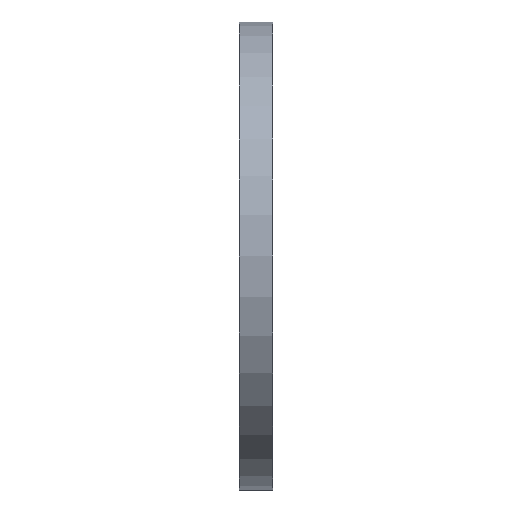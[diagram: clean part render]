
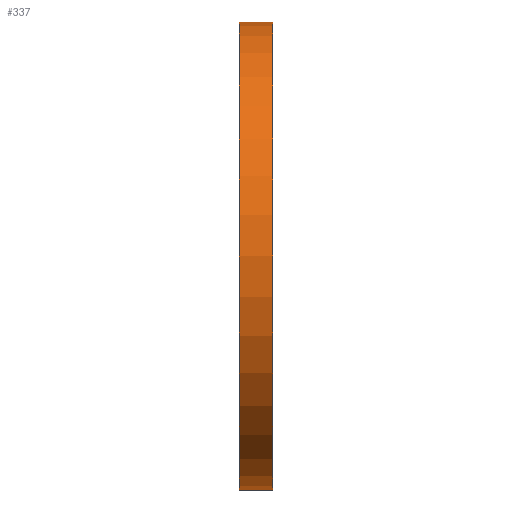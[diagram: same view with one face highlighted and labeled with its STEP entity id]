
A CAD part, front view. The second image highlights one B-rep face of the part: STEP entity #337.
In plain terms, the highlighted cylindrical face has radius 239 mm (diameter 478 mm), a partial arc.
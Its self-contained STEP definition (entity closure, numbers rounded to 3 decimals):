
#199 = EDGE_CURVE( '', #519, #403, #558, .T. );
#315 = VERTEX_POINT( '', #695 );
#337 = ADVANCED_FACE( '', ( #720 ), #721, .T. );
#359 = VERTEX_POINT( '', #744 );
#375 = EDGE_CURVE( '', #315, #359, #761, .T. );
#403 = VERTEX_POINT( '', #806 );
#409 = EDGE_CURVE( '', #403, #315, #812, .T. );
#425 = EDGE_CURVE( '', #359, #519, #829, .T. );
#519 = VERTEX_POINT( '', #932 );
#558 = CIRCLE( '', #964, 239. );
#695 = CARTESIAN_POINT( '', ( 34., 0., -239. ) );
#720 = FACE_OUTER_BOUND( '', #1168, .T. );
#721 = CYLINDRICAL_SURFACE( '', #1169, 239. );
#744 = CARTESIAN_POINT( '', ( 34., 0., 239. ) );
#761 = CIRCLE( '', #1219, 239. );
#806 = CARTESIAN_POINT( '', ( 0., 0., -239. ) );
#812 = LINE( '', #1284, #1285 );
#829 = LINE( '', #1304, #1305 );
#932 = CARTESIAN_POINT( '', ( 0., 0., 239. ) );
#964 = AXIS2_PLACEMENT_3D( '', #1477, #1478, #1479 );
#1168 = EDGE_LOOP( '', ( #1673, #1674, #1675, #1676 ) );
#1169 = AXIS2_PLACEMENT_3D( '', #1677, #1678, #1679 );
#1219 = AXIS2_PLACEMENT_3D( '', #1713, #1714, #1715 );
#1284 = CARTESIAN_POINT( '', ( 0., 0., -239. ) );
#1285 = VECTOR( '', #1791, 1. );
#1304 = CARTESIAN_POINT( '', ( 0., 0., 239. ) );
#1305 = VECTOR( '', #1803, 1. );
#1477 = CARTESIAN_POINT( '', ( 0., 0., 0. ) );
#1478 = DIRECTION( '', ( 1., 0., 0. ) );
#1479 = DIRECTION( '', ( 0., 0., -1. ) );
#1673 = ORIENTED_EDGE( '', *, *, #409, .T. );
#1674 = ORIENTED_EDGE( '', *, *, #375, .T. );
#1675 = ORIENTED_EDGE( '', *, *, #425, .T. );
#1676 = ORIENTED_EDGE( '', *, *, #199, .T. );
#1677 = CARTESIAN_POINT( '', ( 0., 0., 0. ) );
#1678 = DIRECTION( '', ( -1., 0., 0. ) );
#1679 = DIRECTION( '', ( 0., 0., -1. ) );
#1713 = CARTESIAN_POINT( '', ( 34., 0., 0. ) );
#1714 = DIRECTION( '', ( -1., 0., 0. ) );
#1715 = DIRECTION( '', ( 0., 0., -1. ) );
#1791 = DIRECTION( '', ( 1., 0., 0. ) );
#1803 = DIRECTION( '', ( -1., 0., 0. ) );
